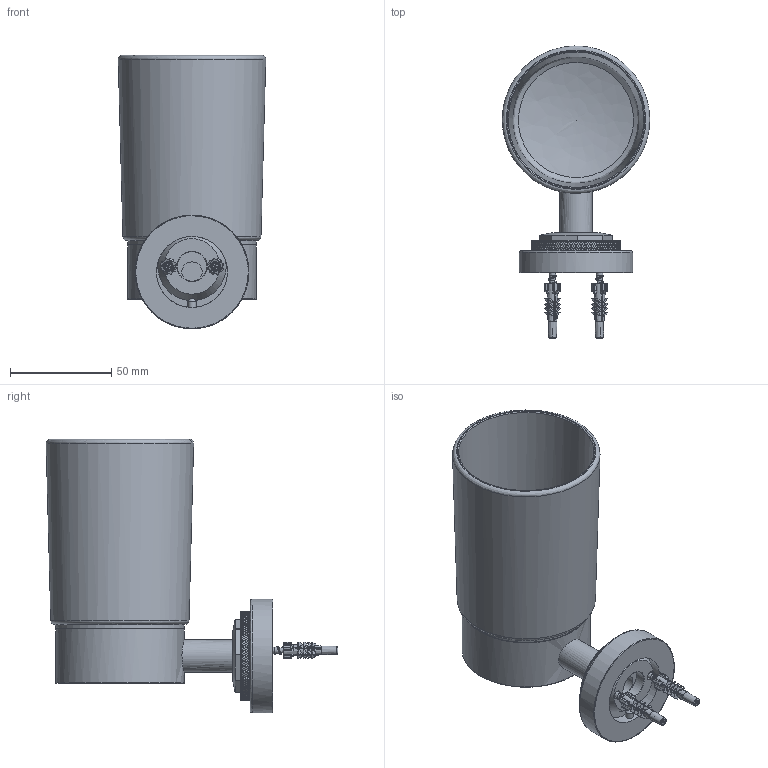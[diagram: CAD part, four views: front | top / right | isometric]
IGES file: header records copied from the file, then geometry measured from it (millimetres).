
Global section: file name: N7635-K; native system: Autodesk Inventor 2018; preprocessor: unknown; author: rclarke; date: 20180122.143742; units: millimetre
Bounding box: 72.67 x 143.72 x 134.8 mm (x, y, z)
Volume: 169083.3 mm3; surface area: 93539.8 mm2
Topology: 14 solids, 14 shells, 4207 faces, 9410 edges, 5231 vertices
Faces by surface type: bspline 4207
